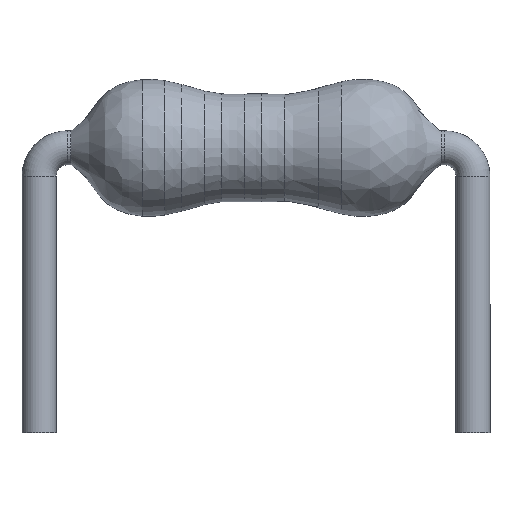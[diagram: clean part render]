
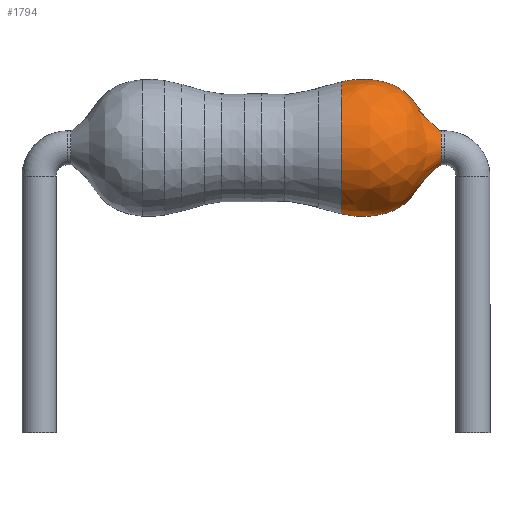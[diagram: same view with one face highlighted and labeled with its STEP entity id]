
A CAD part, top view. The second image highlights one B-rep face of the part: STEP entity #1794.
In plain terms, the highlighted free-form (B-spline) face has degree [3, 3] with [6, 4] control points.
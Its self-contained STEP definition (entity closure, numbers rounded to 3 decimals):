
#4 = DIRECTION ( 'NONE',  ( -1., 0., 0. ) ) ;
#18 = ORIENTED_EDGE ( 'NONE', *, *, #1347, .T. ) ;
#115 = CARTESIAN_POINT ( 'NONE',  ( 2.061, 1.237, 0. ) ) ;
#131 = CARTESIAN_POINT ( 'NONE',  ( 3.25, 0., 0. ) ) ;
#134 = CARTESIAN_POINT ( 'NONE',  ( 2.789, 1.005, 0. ) ) ;
#151 = CARTESIAN_POINT ( 'NONE',  ( 2.061, -1.237, 2.475 ) ) ;
#158 = VERTEX_POINT ( 'NONE', #1225 ) ;
#160 = CARTESIAN_POINT ( 'NONE',  ( 1.5, 1.161, 2.322 ) ) ;
#180 = B_SPLINE_CURVE_WITH_KNOTS ( 'NONE', 3,
 ( #1495, #769, #1072, #1183, #914, #1480 ),
 .UNSPECIFIED., .F., .F.,
 ( 4, 1, 1, 4 ),
 ( 0., 0.123, 0.22, 0.289 ),
 .UNSPECIFIED. ) ;
#234 = EDGE_CURVE ( 'NONE', #516, #1087, #180, .T. ) ;
#245 = CARTESIAN_POINT ( 'NONE',  ( 1.5, -1.161, 0. ) ) ;
#269 = CARTESIAN_POINT ( 'NONE',  ( 2.971, 0.43, 0. ) ) ;
#274 = CARTESIAN_POINT ( 'NONE',  ( 3.25, 0., 0. ) ) ;
#296 = CARTESIAN_POINT ( 'NONE',  ( 1.5, -1.161, 0. ) ) ;
#361 = EDGE_CURVE ( 'NONE', #1087, #158, #888, .T. ) ;
#391 = CARTESIAN_POINT ( 'NONE',  ( 3.25, 0.3, 0. ) ) ;
#403 = DIRECTION ( 'NONE',  ( 0., 0., 1. ) ) ;
#407 = CARTESIAN_POINT ( 'NONE',  ( 2.789, 1.005, 2.01 ) ) ;
#426 = CARTESIAN_POINT ( 'NONE',  ( 1.664, -1.196, 2.392 ) ) ;
#473 = CIRCLE ( 'NONE', #1361, 0.3 ) ;
#491 = CARTESIAN_POINT ( 'NONE',  ( 2.789, 1.005, 0. ) ) ;
#516 = VERTEX_POINT ( 'NONE', #1149 ) ;
#533 = CARTESIAN_POINT ( 'NONE',  ( 2.971, -0.43, 0.86 ) ) ;
#594 = CIRCLE ( 'NONE', #1425, 0.3 ) ;
#606 = CARTESIAN_POINT ( 'NONE',  ( 3.25, 0.3, 0. ) ) ;
#618 = ORIENTED_EDGE ( 'NONE', *, *, #1642, .T. ) ;
#622 = CARTESIAN_POINT ( 'NONE',  ( 3.25, 0.3, 0. ) ) ;
#628 = CARTESIAN_POINT ( 'NONE',  ( 3.25, 0., 0.3 ) ) ;
#692 =( BOUNDED_SURFACE ( )  B_SPLINE_SURFACE ( 3, 3, ( 
 ( #1677, #1557, #1684, #391 ),
 ( #845, #533, #1823, #269 ),
 ( #992, #1409, #407, #134 ),
 ( #1666, #151, #1260, #1090 ),
 ( #1121, #426, #960, #1377 ),
 ( #296, #1415, #160, #1290 ) ),
 .UNSPECIFIED., .F., .F., .T. ) 
 B_SPLINE_SURFACE_WITH_KNOTS ( ( 4, 1, 1, 4 ),
 ( 4, 4 ),
 ( 0., 0.123, 0.22, 0.289 ),
 ( 0., 1. ),
 .UNSPECIFIED. ) 
 GEOMETRIC_REPRESENTATION_ITEM ( )  RATIONAL_B_SPLINE_SURFACE ( (
 ( 1., 0.333, 0.333, 1.),
 ( 1., 0.333, 0.333, 1.),
 ( 1., 0.333, 0.333, 1.),
 ( 1., 0.333, 0.333, 1.),
 ( 1., 0.333, 0.333, 1.),
 ( 1., 0.333, 0.333, 1.) ) ) 
 REPRESENTATION_ITEM ( '' )  SURFACE ( )  );
#701 = VERTEX_POINT ( 'NONE', #622 ) ;
#769 = CARTESIAN_POINT ( 'NONE',  ( 2.971, -0.43, 0. ) ) ;
#787 = DIRECTION ( 'NONE',  ( -1., 0., 0. ) ) ;
#823 = FACE_OUTER_BOUND ( 'NONE', #1646, .T. ) ;
#845 = CARTESIAN_POINT ( 'NONE',  ( 2.971, -0.43, 0. ) ) ;
#888 = CIRCLE ( 'NONE', #1483, 1.161 ) ;
#914 = CARTESIAN_POINT ( 'NONE',  ( 1.664, -1.196, 0. ) ) ;
#932 = CARTESIAN_POINT ( 'NONE',  ( 1.5, 0., 0. ) ) ;
#946 = CARTESIAN_POINT ( 'NONE',  ( 1.5, 1.161, 0. ) ) ;
#960 = CARTESIAN_POINT ( 'NONE',  ( 1.664, 1.196, 2.392 ) ) ;
#983 = ORIENTED_EDGE ( 'NONE', *, *, #1285, .T. ) ;
#992 = CARTESIAN_POINT ( 'NONE',  ( 2.789, -1.005, 0. ) ) ;
#1034 = CARTESIAN_POINT ( 'NONE',  ( 2.971, 0.43, 0. ) ) ;
#1072 = CARTESIAN_POINT ( 'NONE',  ( 2.789, -1.005, 0. ) ) ;
#1085 = DIRECTION ( 'NONE',  ( -1., 0., 0. ) ) ;
#1087 = VERTEX_POINT ( 'NONE', #245 ) ;
#1090 = CARTESIAN_POINT ( 'NONE',  ( 2.061, 1.237, 0. ) ) ;
#1121 = CARTESIAN_POINT ( 'NONE',  ( 1.664, -1.196, 0. ) ) ;
#1149 = CARTESIAN_POINT ( 'NONE',  ( 3.25, -0.3, 0. ) ) ;
#1183 = CARTESIAN_POINT ( 'NONE',  ( 2.061, -1.237, 0. ) ) ;
#1225 = CARTESIAN_POINT ( 'NONE',  ( 1.5, 1.161, 0. ) ) ;
#1228 = ORIENTED_EDGE ( 'NONE', *, *, #234, .F. ) ;
#1260 = CARTESIAN_POINT ( 'NONE',  ( 2.061, 1.237, 2.475 ) ) ;
#1285 = EDGE_CURVE ( 'NONE', #1714, #701, #473, .T. ) ;
#1290 = CARTESIAN_POINT ( 'NONE',  ( 1.5, 1.161, 0. ) ) ;
#1347 = EDGE_CURVE ( 'NONE', #516, #1714, #594, .T. ) ;
#1350 = DIRECTION ( 'NONE',  ( 0., 0., 1. ) ) ;
#1361 = AXIS2_PLACEMENT_3D ( 'NONE', #131, #4, #1832 ) ;
#1377 = CARTESIAN_POINT ( 'NONE',  ( 1.664, 1.196, 0. ) ) ;
#1409 = CARTESIAN_POINT ( 'NONE',  ( 2.789, -1.005, 2.01 ) ) ;
#1415 = CARTESIAN_POINT ( 'NONE',  ( 1.5, -1.161, 2.322 ) ) ;
#1425 = AXIS2_PLACEMENT_3D ( 'NONE', #274, #1085, #403 ) ;
#1480 = CARTESIAN_POINT ( 'NONE',  ( 1.5, -1.161, 0. ) ) ;
#1483 = AXIS2_PLACEMENT_3D ( 'NONE', #932, #787, #1350 ) ;
#1495 = CARTESIAN_POINT ( 'NONE',  ( 3.25, -0.3, 0. ) ) ;
#1557 = CARTESIAN_POINT ( 'NONE',  ( 3.25, -0.3, 0.6 ) ) ;
#1629 = B_SPLINE_CURVE_WITH_KNOTS ( 'NONE', 3,
 ( #606, #1034, #491, #115, #1758, #946 ),
 .UNSPECIFIED., .F., .F.,
 ( 4, 1, 1, 4 ),
 ( 0., 0.123, 0.22, 0.289 ),
 .UNSPECIFIED. ) ;
#1642 = EDGE_CURVE ( 'NONE', #701, #158, #1629, .T. ) ;
#1646 = EDGE_LOOP ( 'NONE', ( #1228, #18, #983, #618, #1744 ) ) ;
#1666 = CARTESIAN_POINT ( 'NONE',  ( 2.061, -1.237, 0. ) ) ;
#1677 = CARTESIAN_POINT ( 'NONE',  ( 3.25, -0.3, 0. ) ) ;
#1684 = CARTESIAN_POINT ( 'NONE',  ( 3.25, 0.3, 0.6 ) ) ;
#1714 = VERTEX_POINT ( 'NONE', #628 ) ;
#1744 = ORIENTED_EDGE ( 'NONE', *, *, #361, .F. ) ;
#1758 = CARTESIAN_POINT ( 'NONE',  ( 1.664, 1.196, 0. ) ) ;
#1794 = ADVANCED_FACE ( 'NONE', ( #823 ), #692, .F. ) ;
#1823 = CARTESIAN_POINT ( 'NONE',  ( 2.971, 0.43, 0.86 ) ) ;
#1832 = DIRECTION ( 'NONE',  ( 0., 0., 1. ) ) ;
